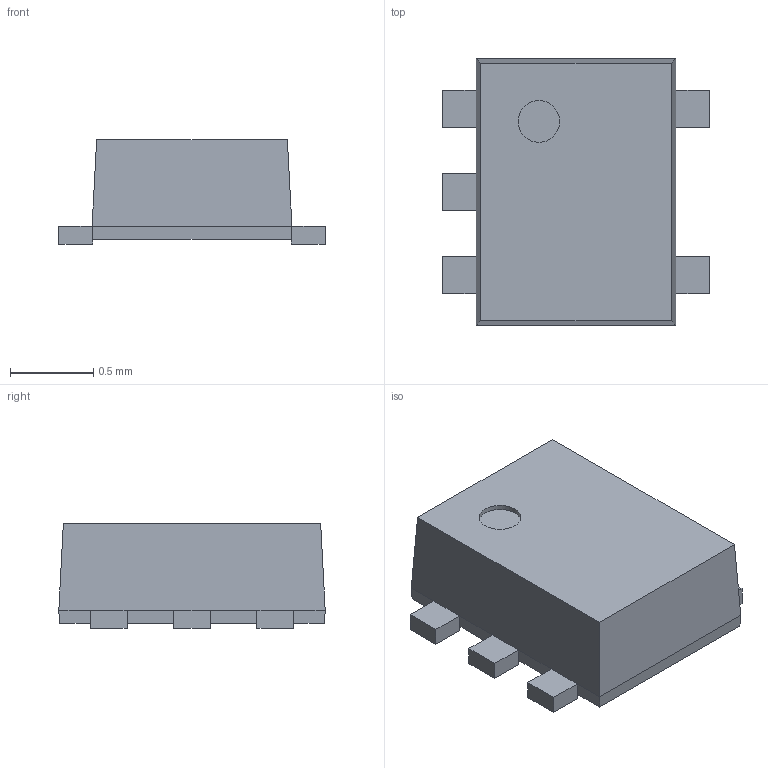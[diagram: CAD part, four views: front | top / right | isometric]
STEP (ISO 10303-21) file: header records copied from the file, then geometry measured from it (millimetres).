
FILE_DESCRIPTION(/* description */ ('model of SOT-553'),/* implementation_level */ '2;1');
FILE_NAME(/* name */ 'SOT-553.step',/* time_stamp */ '2018-06-06T01:05:10',/* author */ ('kicad StepUp','ksu'),/* organization */ ('FreeCAD'),/* preprocessor_version */ 'OCC',/* originating_system */ 'kicad StepUp',/* authorisation */ '');
FILE_SCHEMA(('AUTOMOTIVE_DESIGN { 1 0 10303 214 1 1 1 1 }'));
Length unit declared in the file: millimetre
Products named in the file (1): SOT_553
Bounding box: 1.6 x 1.6 x 0.63 mm (x, y, z)
Volume: 1.1 mm3; surface area: 7.7 mm2
Topology: 1 solids, 1 shells, 47 faces, 108 edges, 64 vertices
Faces by surface type: plane 33, bspline 13, cylinder 1
Full cylindrical faces by diameter (mm): 0.25 x1
Entity records: 3341 total; most frequent: CARTESIAN_POINT 2144, PCURVE 186, ORIENTED_EDGE 176, EDGE_CURVE 108, LINE 100, SURFACE_CURVE 97, VERTEX_POINT 64, DEFINITIONAL_REPRESENTATION 58
